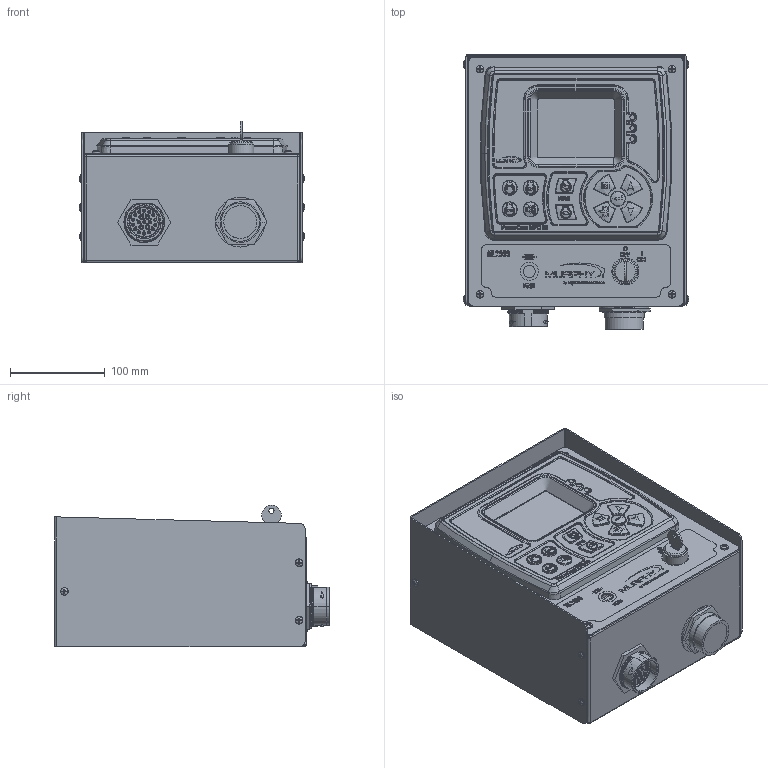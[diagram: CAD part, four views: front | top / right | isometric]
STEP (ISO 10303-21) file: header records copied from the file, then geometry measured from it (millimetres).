
FILE_DESCRIPTION (( 'STEP AP203' ), '1' );
FILE_NAME ('40700491.STEP', '2014-03-27T19:39:47', ( '' ), ( '' ), 'SwSTEP 2.0', 'SolidWorks 2012', '' );
FILE_SCHEMA (( 'CONFIG_CONTROL_DESIGN' ));
Length unit declared in the file: inch
Products named in the file (1): 40700491
Bounding box: 238.68 x 290.78 x 149.58 mm (x, y, z)
Surface area: 516418.3 mm2 (no closed solid volume)
Topology: 0 solids, 114 shells, 1035 faces, 4972 edges, 4105 vertices
Faces by surface type: plane 362, bspline 225, cylinder 220, torus 114, cone 92, sphere 22
Entity records: 76469 total; most frequent: CARTESIAN_POINT 40742, ORIENTED_EDGE 7248, DIRECTION 5773, EDGE_CURVE 4967, VERTEX_POINT 4105, LINE 1925, VECTOR 1925, AXIS2_PLACEMENT_3D 1924
